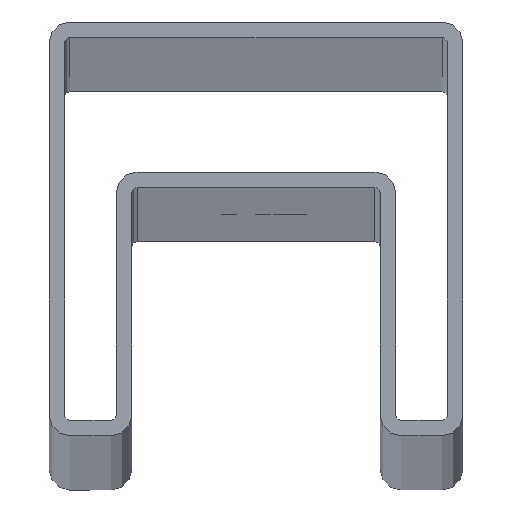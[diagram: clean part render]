
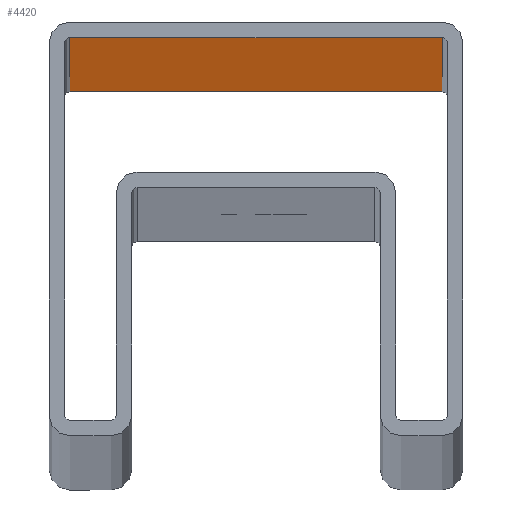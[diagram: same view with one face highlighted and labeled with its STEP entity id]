
A CAD part, top view. The second image highlights one B-rep face of the part: STEP entity #4420.
In plain terms, the highlighted planar face has unit normal (0, -1, 0).
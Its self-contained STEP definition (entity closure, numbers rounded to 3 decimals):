
#331 = ORIENTED_EDGE ( 'NONE', *, *, #440, .F. ) ;
#440 = EDGE_CURVE ( 'NONE', #6402, #11534, #8322, .T. ) ;
#1012 = ORIENTED_EDGE ( 'NONE', *, *, #3159, .T. ) ;
#1890 = CARTESIAN_POINT ( 'NONE',  ( -18., 18.5, -1500. ) ) ;
#2157 = DIRECTION ( 'NONE',  ( 1., 0., 0. ) ) ;
#3159 = EDGE_CURVE ( 'NONE', #15614, #4547, #14864, .T. ) ;
#3590 = DIRECTION ( 'NONE',  ( -1., 0., 0. ) ) ;
#4223 = PLANE ( 'NONE',  #16268 ) ;
#4420 = ADVANCED_FACE ( 'NONE', ( #15914 ), #4223, .T. ) ;
#4547 = VERTEX_POINT ( 'NONE', #11287 ) ;
#5031 = CARTESIAN_POINT ( 'NONE',  ( -18., 18.5, 1500. ) ) ;
#5243 = CARTESIAN_POINT ( 'NONE',  ( 18., 18.5, 1500. ) ) ;
#5917 = ORIENTED_EDGE ( 'NONE', *, *, #12922, .F. ) ;
#6381 = DIRECTION ( 'NONE',  ( 0., 0., -1. ) ) ;
#6402 = VERTEX_POINT ( 'NONE', #8580 ) ;
#6422 = VECTOR ( 'NONE', #6381, 1000. ) ;
#7637 = VECTOR ( 'NONE', #3590, 1000. ) ;
#8322 = LINE ( 'NONE', #17355, #9604 ) ;
#8425 = EDGE_LOOP ( 'NONE', ( #331, #5917, #1012, #10699 ) ) ;
#8580 = CARTESIAN_POINT ( 'NONE',  ( 18., 18.5, -1500. ) ) ;
#9577 = VECTOR ( 'NONE', #14793, 1000. ) ;
#9604 = VECTOR ( 'NONE', #17569, 1000. ) ;
#9943 = EDGE_CURVE ( 'NONE', #4547, #11534, #13855, .T. ) ;
#10699 = ORIENTED_EDGE ( 'NONE', *, *, #9943, .T. ) ;
#11287 = CARTESIAN_POINT ( 'NONE',  ( -18., 18.5, 1500. ) ) ;
#11297 = LINE ( 'NONE', #5243, #9577 ) ;
#11534 = VERTEX_POINT ( 'NONE', #1890 ) ;
#12323 = CARTESIAN_POINT ( 'NONE',  ( 18., 18.5, 1500. ) ) ;
#12922 = EDGE_CURVE ( 'NONE', #15614, #6402, #11297, .T. ) ;
#12965 = CARTESIAN_POINT ( 'NONE',  ( -18., 18.5, 1500. ) ) ;
#13855 = LINE ( 'NONE', #5031, #6422 ) ;
#14094 = CARTESIAN_POINT ( 'NONE',  ( -18., 18.5, 1500. ) ) ;
#14793 = DIRECTION ( 'NONE',  ( 0., 0., -1. ) ) ;
#14864 = LINE ( 'NONE', #12965, #7637 ) ;
#15490 = DIRECTION ( 'NONE',  ( 0., -1., 0. ) ) ;
#15614 = VERTEX_POINT ( 'NONE', #12323 ) ;
#15914 = FACE_OUTER_BOUND ( 'NONE', #8425, .T. ) ;
#16268 = AXIS2_PLACEMENT_3D ( 'NONE', #14094, #15490, #2157 ) ;
#17355 = CARTESIAN_POINT ( 'NONE',  ( -18., 18.5, -1500. ) ) ;
#17569 = DIRECTION ( 'NONE',  ( -1., 0., 0. ) ) ;
